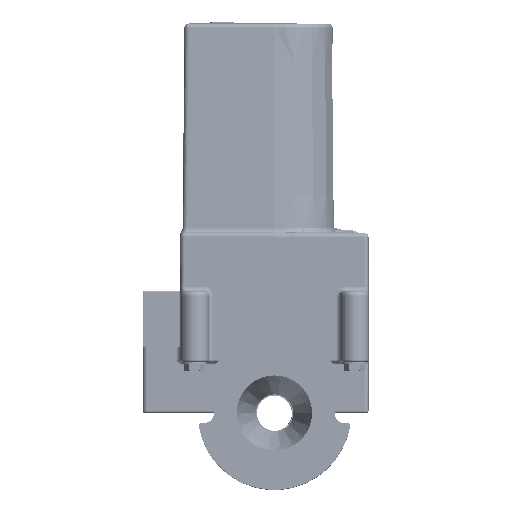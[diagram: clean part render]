
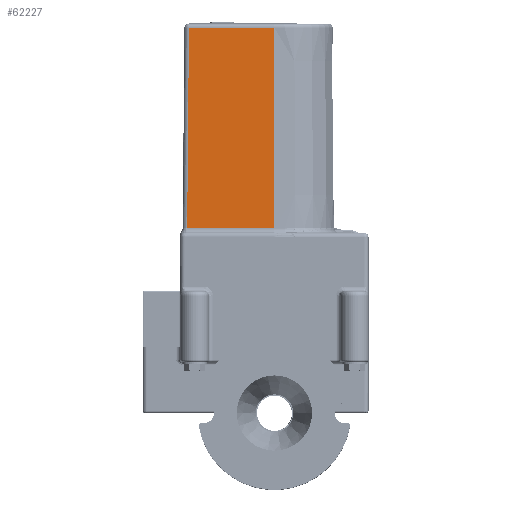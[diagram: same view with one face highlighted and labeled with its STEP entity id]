
A CAD part, top view. The second image highlights one B-rep face of the part: STEP entity #62227.
In plain terms, the highlighted face is planar.
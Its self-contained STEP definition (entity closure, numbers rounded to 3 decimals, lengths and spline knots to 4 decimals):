
#3278=PLANE('',#67641);
#5324=LINE('',#99642,#10478);
#5382=LINE('',#100066,#10536);
#5385=LINE('',#100138,#10539);
#5906=LINE('',#102414,#11060);
#10478=VECTOR('',#75803,0.3937);
#10536=VECTOR('',#75965,0.3937);
#10539=VECTOR('',#76002,0.3937);
#11060=VECTOR('',#77199,0.3937);
#18223=FACE_OUTER_BOUND('',#21871,.T.);
#21871=EDGE_LOOP('',(#48187,#48188,#48189,#48190));
#28460=VERTEX_POINT('',#99635);
#28461=VERTEX_POINT('',#99640);
#28531=VERTEX_POINT('',#100058);
#28533=VERTEX_POINT('',#100064);
#35287=EDGE_CURVE('',#28461,#28460,#5324,.T.);
#35388=EDGE_CURVE('',#28533,#28531,#5382,.T.);
#35399=EDGE_CURVE('',#28531,#28461,#5385,.T.);
#36001=EDGE_CURVE('',#28533,#28460,#5906,.T.);
#48187=ORIENTED_EDGE('',*,*,#35287,.F.);
#48188=ORIENTED_EDGE('',*,*,#35399,.F.);
#48189=ORIENTED_EDGE('',*,*,#35388,.F.);
#48190=ORIENTED_EDGE('',*,*,#36001,.T.);
#62227=ADVANCED_FACE('',(#18223),#3278,.T.);
#67641=AXIS2_PLACEMENT_3D('',#102413,#77197,#77198);
#75803=DIRECTION('',(-1.,0.,0.));
#75965=DIRECTION('',(1.,0.,0.));
#76002=DIRECTION('',(-0.009,-1.,-0.009));
#77197=DIRECTION('center_axis',(0.,-0.009,
1.));
#77198=DIRECTION('ref_axis',(-1.,0.,0.));
#77199=DIRECTION('',(0.,-1.,-0.009));
#99635=CARTESIAN_POINT('',(0.,-2.8405,0.7752));
#99640=CARTESIAN_POINT('',(1.1352,-2.8405,0.7752));
#99642=CARTESIAN_POINT('',(0.1744,-2.8405,0.7752));
#100058=CARTESIAN_POINT('',(1.1584,-0.1795,0.7984));
#100064=CARTESIAN_POINT('',(0.,-0.1795,0.7984));
#100066=CARTESIAN_POINT('',(0.,-0.1795,0.7984));
#100138=CARTESIAN_POINT('',(1.16,-0.0048,0.8));
#102413=CARTESIAN_POINT('Origin',(0.,0.,0.8));
#102414=CARTESIAN_POINT('',(0.,0.,0.8));
